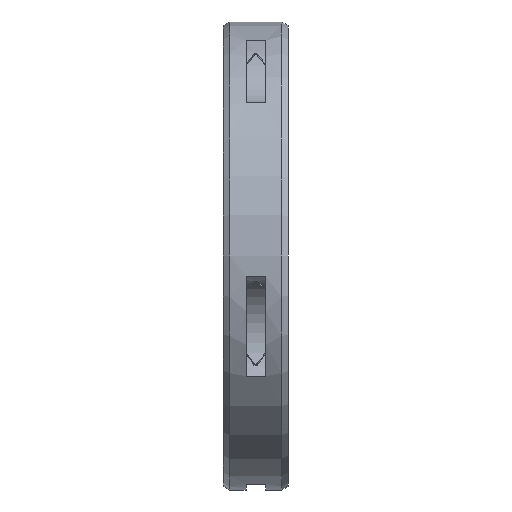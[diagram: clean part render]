
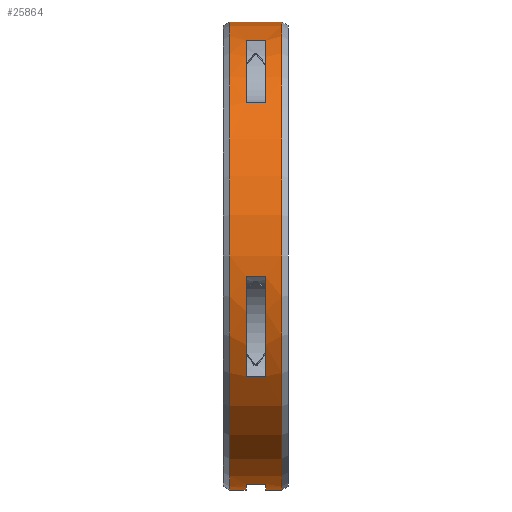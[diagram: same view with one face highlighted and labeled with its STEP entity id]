
A CAD part, left-side view. The second image highlights one B-rep face of the part: STEP entity #25864.
In plain terms, the highlighted cylindrical face has radius 36 mm (diameter 72 mm), a partial arc.
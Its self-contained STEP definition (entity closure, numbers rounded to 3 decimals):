
#24501=CARTESIAN_POINT('',(0.,-1.5,0.));
#24502=DIRECTION('',(0.,-1.,0.));
#24503=DIRECTION('',(-0.224,0.,-0.975));
#24504=AXIS2_PLACEMENT_3D('',#24501,#24502,#24503);
#24509=DIRECTION('',(0.,-1.,0.));
#24510=VECTOR('',#24509,3.);
#24511=CARTESIAN_POINT('',(-8.063,1.5,-35.085));
#24512=LINE('',#24511,#24510);
#24516=CARTESIAN_POINT('',(0.,1.5,0.));
#24517=DIRECTION('',(0.,-1.,0.));
#24518=DIRECTION('',(-0.224,0.,-0.975));
#24519=AXIS2_PLACEMENT_3D('',#24516,#24517,#24518);
#24524=DIRECTION('',(0.,1.,0.));
#24525=VECTOR('',#24524,2.5);
#24526=CARTESIAN_POINT('',(0.,1.5,-36.));
#24527=LINE('',#24526,#24525);
#24531=DIRECTION('',(0.,1.,0.));
#24532=VECTOR('',#24531,8.);
#24533=CARTESIAN_POINT('',(0.,-4.,36.));
#24534=LINE('',#24533,#24532);
#24538=CARTESIAN_POINT('',(0.,-4.,0.));
#24539=DIRECTION('',(0.,1.,0.));
#24540=DIRECTION('',(0.,0.,-1.));
#24541=AXIS2_PLACEMENT_3D('',#24538,#24539,#24540);
#24546=DIRECTION('',(0.,1.,0.));
#24547=VECTOR('',#24546,2.5);
#24548=CARTESIAN_POINT('',(0.,-4.,-36.));
#24549=LINE('',#24548,#24547);
#24553=CARTESIAN_POINT('',(0.,-1.5,0.));
#24554=DIRECTION('',(0.,-1.,0.));
#24555=DIRECTION('',(-0.392,0.,0.92));
#24556=AXIS2_PLACEMENT_3D('',#24553,#24554,#24555);
#24561=DIRECTION('',(0.,-1.,0.));
#24562=VECTOR('',#24561,3.);
#24563=CARTESIAN_POINT('',(-14.099,1.5,33.124));
#24564=LINE('',#24563,#24562);
#24568=CARTESIAN_POINT('',(0.,1.5,0.));
#24569=DIRECTION('',(0.,-1.,0.));
#24570=DIRECTION('',(-0.392,0.,0.92));
#24571=AXIS2_PLACEMENT_3D('',#24568,#24569,#24570);
#24576=DIRECTION('',(0.,-1.,0.));
#24577=VECTOR('',#24576,3.);
#24578=CARTESIAN_POINT('',(-27.146,1.5,23.645));
#24579=LINE('',#24578,#24577);
#24583=CARTESIAN_POINT('',(0.,-1.5,0.));
#24584=DIRECTION('',(0.,-1.,0.));
#24585=DIRECTION('',(-0.996,0.,-0.088));
#24586=AXIS2_PLACEMENT_3D('',#24583,#24584,#24585);
#24591=DIRECTION('',(0.,-1.,0.));
#24592=VECTOR('',#24591,3.);
#24593=CARTESIAN_POINT('',(-35.86,1.5,-3.173));
#24594=LINE('',#24593,#24592);
#24598=CARTESIAN_POINT('',(0.,1.5,0.));
#24599=DIRECTION('',(0.,-1.,0.));
#24600=DIRECTION('',(-0.996,0.,-0.088));
#24601=AXIS2_PLACEMENT_3D('',#24598,#24599,#24600);
#24606=DIRECTION('',(0.,-1.,0.));
#24607=VECTOR('',#24606,3.);
#24608=CARTESIAN_POINT('',(-30.876,1.5,-18.511));
#24609=LINE('',#24608,#24607);
#24927=CARTESIAN_POINT('',(0.,4.,0.));
#24928=DIRECTION('',(0.,1.,0.));
#24929=DIRECTION('',(0.,0.,-1.));
#24930=AXIS2_PLACEMENT_3D('',#24927,#24928,#24929);
#25150=CARTESIAN_POINT('',(0.,-4.,-36.));
#25152=VERTEX_POINT('',#25150);
#25153=CARTESIAN_POINT('',(0.,4.,-36.));
#25155=VERTEX_POINT('',#25153);
#25182=CARTESIAN_POINT('',(0.,-4.,36.));
#25184=VERTEX_POINT('',#25182);
#25185=CARTESIAN_POINT('',(0.,4.,36.));
#25186=VERTEX_POINT('',#25185);
#25199=CARTESIAN_POINT('',(0.,-1.5,-36.));
#25201=VERTEX_POINT('',#25199);
#25203=CARTESIAN_POINT('',(0.,1.5,-36.));
#25205=VERTEX_POINT('',#25203);
#25213=CARTESIAN_POINT('',(-8.063,-1.5,-35.085));
#25214=VERTEX_POINT('',#25213);
#25215=CARTESIAN_POINT('',(-8.063,1.5,-35.085));
#25216=VERTEX_POINT('',#25215);
#25269=CARTESIAN_POINT('',(-14.099,-1.5,33.124));
#25270=CARTESIAN_POINT('',(-27.146,-1.5,23.645));
#25271=VERTEX_POINT('',#25269);
#25272=VERTEX_POINT('',#25270);
#25273=CARTESIAN_POINT('',(-14.099,1.5,33.124));
#25274=CARTESIAN_POINT('',(-27.146,1.5,23.645));
#25275=VERTEX_POINT('',#25273);
#25276=VERTEX_POINT('',#25274);
#25289=CARTESIAN_POINT('',(-35.86,-1.5,-3.173));
#25290=CARTESIAN_POINT('',(-30.876,-1.5,-18.511));
#25291=VERTEX_POINT('',#25289);
#25292=VERTEX_POINT('',#25290);
#25293=CARTESIAN_POINT('',(-35.86,1.5,-3.173));
#25294=CARTESIAN_POINT('',(-30.876,1.5,-18.511));
#25295=VERTEX_POINT('',#25293);
#25296=VERTEX_POINT('',#25294);
#25828=CARTESIAN_POINT('',(0.,37.776,0.));
#25829=DIRECTION('',(0.,-1.,0.));
#25830=DIRECTION('',(0.,0.,1.));
#25831=AXIS2_PLACEMENT_3D('',#25828,#25829,#25830);
#25832=CYLINDRICAL_SURFACE('',#25831,36.);
#25833=ORIENTED_EDGE('',*,*,#25706,.F.);
#25835=ORIENTED_EDGE('',*,*,#25834,.F.);
#25837=ORIENTED_EDGE('',*,*,#25836,.T.);
#25838=ORIENTED_EDGE('',*,*,#25667,.T.);
#25840=ORIENTED_EDGE('',*,*,#25839,.T.);
#25841=ORIENTED_EDGE('',*,*,#25663,.F.);
#25843=ORIENTED_EDGE('',*,*,#25842,.F.);
#25844=ORIENTED_EDGE('',*,*,#25659,.T.);
#25845=EDGE_LOOP('',(#25833,#25835,#25837,#25838,#25840,#25841,#25843,#25844));
#25846=FACE_OUTER_BOUND('',#25845,.F.);
#25848=ORIENTED_EDGE('',*,*,#25847,.F.);
#25850=ORIENTED_EDGE('',*,*,#25849,.F.);
#25852=ORIENTED_EDGE('',*,*,#25851,.T.);
#25854=ORIENTED_EDGE('',*,*,#25853,.T.);
#25855=EDGE_LOOP('',(#25848,#25850,#25852,#25854));
#25856=FACE_BOUND('',#25855,.F.);
#25857=ORIENTED_EDGE('',*,*,#25766,.F.);
#25858=ORIENTED_EDGE('',*,*,#25814,.F.);
#25860=ORIENTED_EDGE('',*,*,#25859,.T.);
#25861=ORIENTED_EDGE('',*,*,#25788,.T.);
#25862=EDGE_LOOP('',(#25857,#25858,#25860,#25861));
#25863=FACE_BOUND('',#25862,.F.);
#24505=CIRCLE('',#24504,36.);
#24520=CIRCLE('',#24519,36.);
#24542=CIRCLE('',#24541,36.);
#24557=CIRCLE('',#24556,36.);
#24572=CIRCLE('',#24571,36.);
#24587=CIRCLE('',#24586,36.);
#24602=CIRCLE('',#24601,36.);
#24931=CIRCLE('',#24930,36.);
#25659=EDGE_CURVE('',#25152,#25201,#24549,.T.);
#25663=EDGE_CURVE('',#25184,#25186,#24534,.T.);
#25667=EDGE_CURVE('',#25205,#25155,#24527,.T.);
#25706=EDGE_CURVE('',#25214,#25201,#24505,.T.);
#25766=EDGE_CURVE('',#25291,#25292,#24587,.T.);
#25788=EDGE_CURVE('',#25296,#25292,#24609,.T.);
#25814=EDGE_CURVE('',#25295,#25291,#24594,.T.);
#25834=EDGE_CURVE('',#25216,#25214,#24512,.T.);
#25836=EDGE_CURVE('',#25216,#25205,#24520,.T.);
#25839=EDGE_CURVE('',#25155,#25186,#24931,.T.);
#25842=EDGE_CURVE('',#25152,#25184,#24542,.T.);
#25847=EDGE_CURVE('',#25271,#25272,#24557,.T.);
#25849=EDGE_CURVE('',#25275,#25271,#24564,.T.);
#25851=EDGE_CURVE('',#25275,#25276,#24572,.T.);
#25853=EDGE_CURVE('',#25276,#25272,#24579,.T.);
#25859=EDGE_CURVE('',#25295,#25296,#24602,.T.);
#25864=ADVANCED_FACE('',(#25846,#25856,#25863),#25832,.T.);
